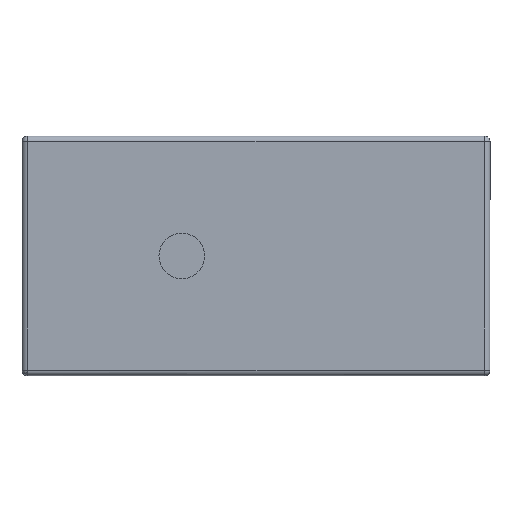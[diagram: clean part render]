
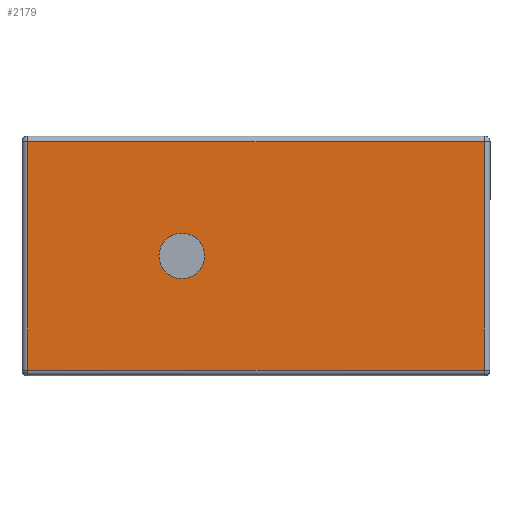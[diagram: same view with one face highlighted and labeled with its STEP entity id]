
A CAD part, top view. The second image highlights one B-rep face of the part: STEP entity #2179.
In plain terms, the highlighted planar face has unit normal (0, 0, 1).
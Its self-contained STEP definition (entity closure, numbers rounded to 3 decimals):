
#1685=CARTESIAN_POINT('',(-0.85,0.,0.905));
#1686=VERTEX_POINT('',#1685);
#1695=CARTESIAN_POINT('',(-0.45,0.,0.905));
#1696=VERTEX_POINT('',#1695);
#1697=CARTESIAN_POINT('',(-0.65,0.,0.905));
#1698=DIRECTION('',(0.0,0.0,-1.0));
#1699=DIRECTION('',(-1.0,0.0,0.0));
#1700=AXIS2_PLACEMENT_3D('',#1697,#1698,#1699);
#1701=CIRCLE('',#1700,0.2);
#1702=EDGE_CURVE('',#1696,#1686,#1701,.T.);
#1773=CARTESIAN_POINT('',(2.0,1.,0.905));
#1774=VERTEX_POINT('',#1773);
#1817=CARTESIAN_POINT('',(-2.,1.,0.905));
#1818=VERTEX_POINT('',#1817);
#1843=CARTESIAN_POINT('',(2.,-1.,0.905));
#1844=VERTEX_POINT('',#1843);
#1877=CARTESIAN_POINT('',(-2.0,-1.,0.905));
#1878=VERTEX_POINT('',#1877);
#1912=CARTESIAN_POINT('',(2.,-1.,0.905));
#1913=DIRECTION('',(-1.0,0.0,0.0));
#1914=VECTOR('',#1913,4.);
#1915=LINE('',#1912,#1914);
#1916=EDGE_CURVE('',#1844,#1878,#1915,.T.);
#1935=CARTESIAN_POINT('',(-2.0,-1.,0.905));
#1936=DIRECTION('',(0.0,1.0,0.0));
#1937=VECTOR('',#1936,2.0);
#1938=LINE('',#1935,#1937);
#1939=EDGE_CURVE('',#1878,#1818,#1938,.T.);
#2022=CARTESIAN_POINT('',(2.0,1.,0.905));
#2023=DIRECTION('',(0.0,-1.0,0.0));
#2024=VECTOR('',#2023,2.0);
#2025=LINE('',#2022,#2024);
#2026=EDGE_CURVE('',#1774,#1844,#2025,.T.);
#2044=CARTESIAN_POINT('',(-2.,1.,0.905));
#2045=DIRECTION('',(1.0,0.0,0.0));
#2046=VECTOR('',#2045,4.);
#2047=LINE('',#2044,#2046);
#2048=EDGE_CURVE('',#1818,#1774,#2047,.T.);
#2158=CARTESIAN_POINT('',(0.0,0.0,0.905));
#2159=DIRECTION('',(0.0,0.0,1.0));
#2160=DIRECTION('',(-1.0,0.0,0.0));
#2161=AXIS2_PLACEMENT_3D('',#2158,#2159,#2160);
#2162=PLANE('',#2161);
#2163=ORIENTED_EDGE('',*,*,#1916,.F.);
#2164=ORIENTED_EDGE('',*,*,#2026,.F.);
#2165=ORIENTED_EDGE('',*,*,#2048,.F.);
#2166=ORIENTED_EDGE('',*,*,#1939,.F.);
#2167=EDGE_LOOP('',(#2163,#2164,#2165,#2166));
#2168=FACE_OUTER_BOUND('',#2167,.T.);
#2169=CARTESIAN_POINT('',(-0.65,0.,0.905));
#2170=DIRECTION('',(0.0,0.0,-1.0));
#2171=DIRECTION('',(-1.0,0.0,0.0));
#2172=AXIS2_PLACEMENT_3D('',#2169,#2170,#2171);
#2173=CIRCLE('',#2172,0.2);
#2174=EDGE_CURVE('',#1686,#1696,#2173,.T.);
#2175=ORIENTED_EDGE('',*,*,#2174,.T.);
#2176=ORIENTED_EDGE('',*,*,#1702,.T.);
#2177=EDGE_LOOP('',(#2175,#2176));
#2178=FACE_BOUND('',#2177,.T.);
#2179=ADVANCED_FACE('',(#2168,#2178),#2162,.T.);
